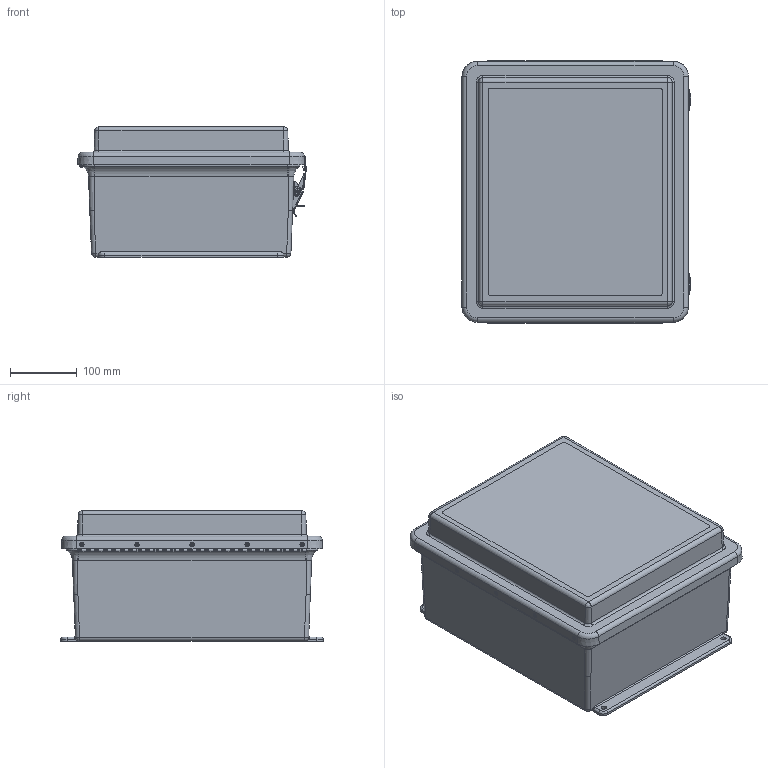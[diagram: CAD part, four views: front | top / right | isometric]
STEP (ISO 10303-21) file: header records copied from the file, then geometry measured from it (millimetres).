
FILE_DESCRIPTION(/* description */ (''),/* implementation_level */ '2;1');
FILE_NAME(/* name */ 'HW-RHJ141207CHQRW.stp',/* time_stamp */ '2014-04-07T13:50:17-05:00',/* author */ ('jtigges'),/* organization */ (''),/* preprocessor_version */ 'ST-DEVELOPER v15.2',/* originating_system */ 'Autodesk Inventor 2014',/* authorisation */ '');
FILE_SCHEMA (('AUTOMOTIVE_DESIGN { 1 0 10303 214 3 1 1 }'));
Length unit declared in the file: inch
Products named in the file (25): J1412HL_8; RMINS45821P_315; RMINS45821P_316; RMINS45821P_317; RMINS45821P_318; J1412BHL; RMHINGCOV13; RMHINGPIN13; RMHINGBOX13; RMHING13; RJW1412HLCVR; GASKET_1412; WP1412HLU; WINDOW_1412RJ; RMRIV43; RMRIV44; RMKEEPSSL; Anchor Plate; Locking Layer; Hook blade; Hinge Pin_Lower; Hinge Pin_Upper; RMLATPLSSL; RJW1412HPL_STP
Bounding box: 343.46 x 393.7 x 195.65 mm (x, y, z)
Volume: 2244547.4 mm3; surface area: 1154251.2 mm2
Topology: 41 solids, 41 shells, 1140 faces, 2908 edges, 1891 vertices
Faces by surface type: plane 495, cylinder 472, torus 72, cone 49, bspline 48, sphere 4
Full cylindrical faces by diameter (mm): 2.159 x55, 2.64 x8, 3.048 x2, 3.175 x18, 3.302 x4, 3.327 x10, 3.429 x18, 3.556 x22, 3.861 x8, 3.962 x7, 4.306 x4, 5.537 x4, 6.35 x10, 6.858 x4, 7.62 x4, 9.525 x2
Entity records: 28564 total; most frequent: CARTESIAN_POINT 6418, DIRECTION 4715, ORIENTED_EDGE 4184, EDGE_CURVE 2092, AXIS2_PLACEMENT_3D 1780, VERTEX_POINT 1433, EDGE_LOOP 1241, LINE 1155
